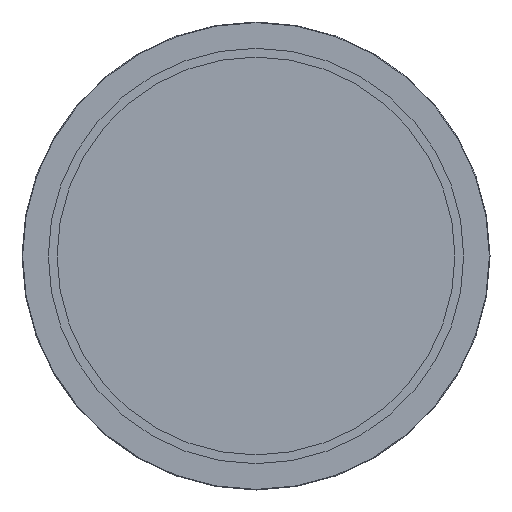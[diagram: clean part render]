
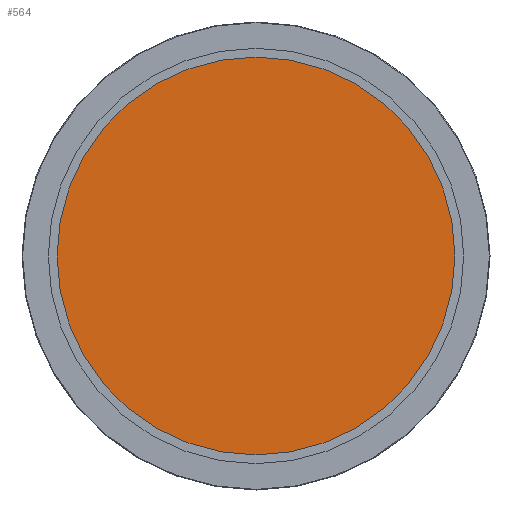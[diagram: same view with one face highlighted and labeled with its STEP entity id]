
A CAD part, front view. The second image highlights one B-rep face of the part: STEP entity #564.
In plain terms, the highlighted planar face has unit normal (0, -1, 0).
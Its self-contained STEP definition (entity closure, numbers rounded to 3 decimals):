
#11 = DIRECTION ( 'NONE',  ( 0., 0., 1. ) ) ;
#13 = DIRECTION ( 'NONE',  ( 0., 1., 0. ) ) ;
#14 = PLANE ( 'NONE',  #204 ) ;
#15 = FACE_OUTER_BOUND ( 'NONE', #373, .T. ) ;
#16 = CARTESIAN_POINT ( 'NONE',  ( 0., 0., 0. ) ) ;
#137 = DIRECTION ( 'NONE',  ( 0., -1., 0. ) ) ;
#144 = DIRECTION ( 'NONE',  ( 0., 0., -1. ) ) ;
#148 = CARTESIAN_POINT ( 'NONE',  ( 0., 0., 0. ) ) ;
#204 = AXIS2_PLACEMENT_3D ( 'NONE', #16, #13, #11 ) ;
#271 = CIRCLE ( 'NONE', #284, 102. ) ;
#284 = AXIS2_PLACEMENT_3D ( 'NONE', #148, #137, #144 ) ;
#314 = AXIS2_PLACEMENT_3D ( 'NONE', #640, #614, #677 ) ;
#317 = CIRCLE ( 'NONE', #314, 102. ) ;
#356 = ORIENTED_EDGE ( 'NONE', *, *, #509, .T. ) ;
#365 = ORIENTED_EDGE ( 'NONE', *, *, #540, .T. ) ;
#370 = VERTEX_POINT ( 'NONE', #401 ) ;
#373 = EDGE_LOOP ( 'NONE', ( #365, #356 ) ) ;
#401 = CARTESIAN_POINT ( 'NONE',  ( 0., 0., -102. ) ) ;
#432 = VERTEX_POINT ( 'NONE', #610 ) ;
#509 = EDGE_CURVE ( 'NONE', #432, #370, #317, .T. ) ;
#540 = EDGE_CURVE ( 'NONE', #370, #432, #271, .T. ) ;
#564 = ADVANCED_FACE ( 'NONE', ( #15 ), #14, .F. ) ;
#610 = CARTESIAN_POINT ( 'NONE',  ( 0., 0., 102. ) ) ;
#614 = DIRECTION ( 'NONE',  ( 0., -1., 0. ) ) ;
#640 = CARTESIAN_POINT ( 'NONE',  ( 0., 0., 0. ) ) ;
#677 = DIRECTION ( 'NONE',  ( 0., 0., -1. ) ) ;
